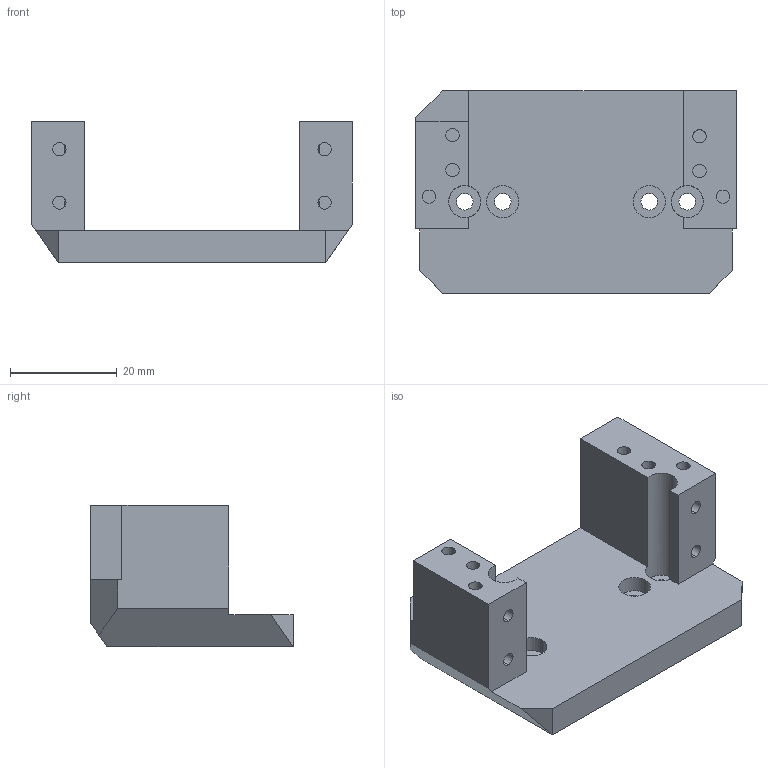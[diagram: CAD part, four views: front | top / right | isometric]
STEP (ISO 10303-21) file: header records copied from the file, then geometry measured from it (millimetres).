
FILE_DESCRIPTION (( 'STEP AP214' ), '1' );
FILE_NAME ('SG1_base.STEP', '2022-08-12T18:19:12', ( '' ), ( '' ), 'SwSTEP 2.0', 'SolidWorks 2021', '' );
FILE_SCHEMA (( 'AUTOMOTIVE_DESIGN' ));
Length unit declared in the file: millimetre
Products named in the file (1): SG1_base
Bounding box: 60 x 37.8 x 26.4 mm (x, y, z)
Volume: 19960.7 mm3; surface area: 8861.7 mm2
Topology: 1 solids, 1 shells, 73 faces, 198 edges, 131 vertices
Faces by surface type: plane 37, cylinder 36
Entity records: 2470 total; most frequent: CARTESIAN_POINT 503, DIRECTION 414, ORIENTED_EDGE 396, EDGE_CURVE 198, AXIS2_PLACEMENT_3D 154, VERTEX_POINT 131, LINE 106, VECTOR 106
